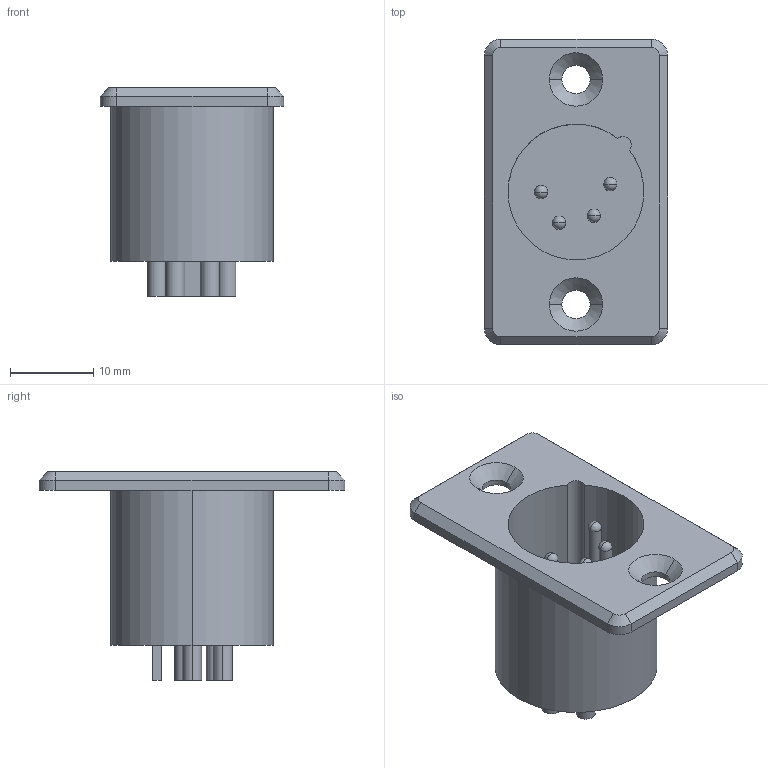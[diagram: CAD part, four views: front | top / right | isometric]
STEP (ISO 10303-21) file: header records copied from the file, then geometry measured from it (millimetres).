
FILE_DESCRIPTION((''),'2;1');
FILE_NAME('D-NC4MP','2012-11-07T',('odo'),(''),'PRO/ENGINEER BY PARAMETRIC TECHNOLOGY CORPORATION, 2011310','PRO/ENGINEER BY PARAMETRIC TECHNOLOGY CORPORATION, 2011310','');
FILE_SCHEMA(('AUTOMOTIVE_DESIGN_CC2 { 1 2 10303 214 -1 1 5 2 }'));
Length unit declared in the file: millimetre
Products named in the file (1): D-NC4MP
Bounding box: 22 x 36.7 x 25 mm (x, y, z)
Volume: 4337.6 mm3; surface area: 4163.1 mm2
Topology: 1 solids, 1 shells, 77 faces, 172 edges, 104 vertices
Faces by surface type: cylinder 36, plane 25, cone 8, sphere 8
Entity records: 2329 total; most frequent: DIRECTION 406, CARTESIAN_POINT 345, ORIENTED_EDGE 328, COLOUR_RGB 209, AXIS2_PLACEMENT_3D 165, EDGE_CURVE 164, VERTEX_POINT 104, EDGE_LOOP 96
